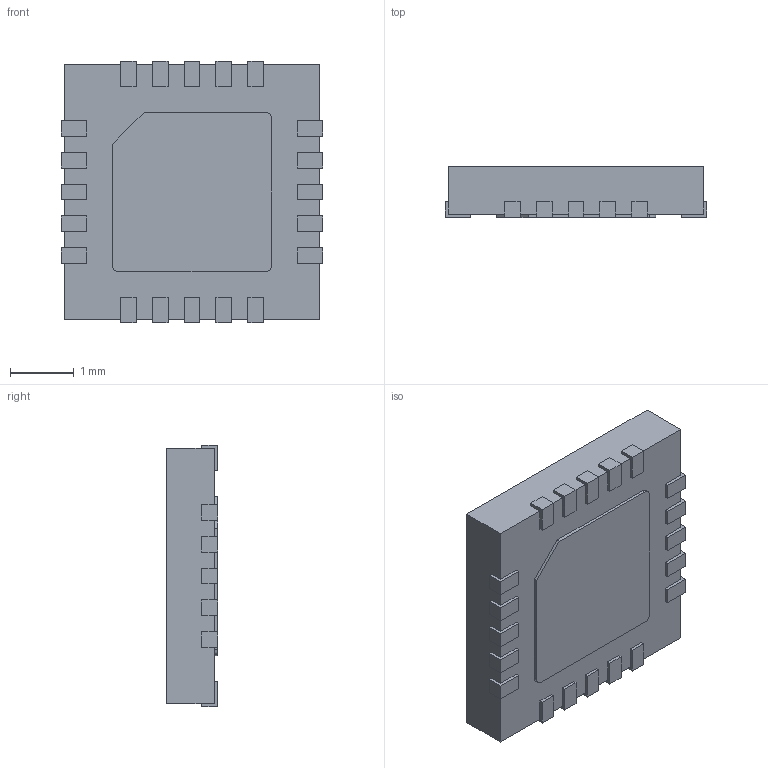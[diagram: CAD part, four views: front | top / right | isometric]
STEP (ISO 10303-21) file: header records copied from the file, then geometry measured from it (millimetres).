
FILE_DESCRIPTION (( 'STEP AP214' ), '1' );
FILE_NAME ( 'QFN21P50_400X400X80L40X25T250.step', '2018-01-07T01:43:18', ( '' ), ( '' ), 'Part was generated with the free Library Expert Lite available at www.PCBLibraries.com. Removing line will violate the End User License Agreement.', '©2017 PCB Libraries, Inc.', '' );
FILE_SCHEMA (( 'AUTOMOTIVE_DESIGN' ));
Length unit declared in the file: millimetre
Products named in the file (1): QFN21P50_400X400X80L40X25T250
Bounding box: 4.1 x 0.8 x 4.1 mm (x, y, z)
Volume: 12.4 mm3; surface area: 68.3 mm2
Topology: 22 solids, 22 shells, 188 faces, 426 edges, 284 vertices
Faces by surface type: plane 180, cylinder 6, torus 2
Entity records: 5919 total; most frequent: CARTESIAN_POINT 899, ORIENTED_EDGE 852, DIRECTION 822, EDGE_CURVE 426, VECTOR 408, LINE 408, VERTEX_POINT 284, AXIS2_PLACEMENT_3D 207
